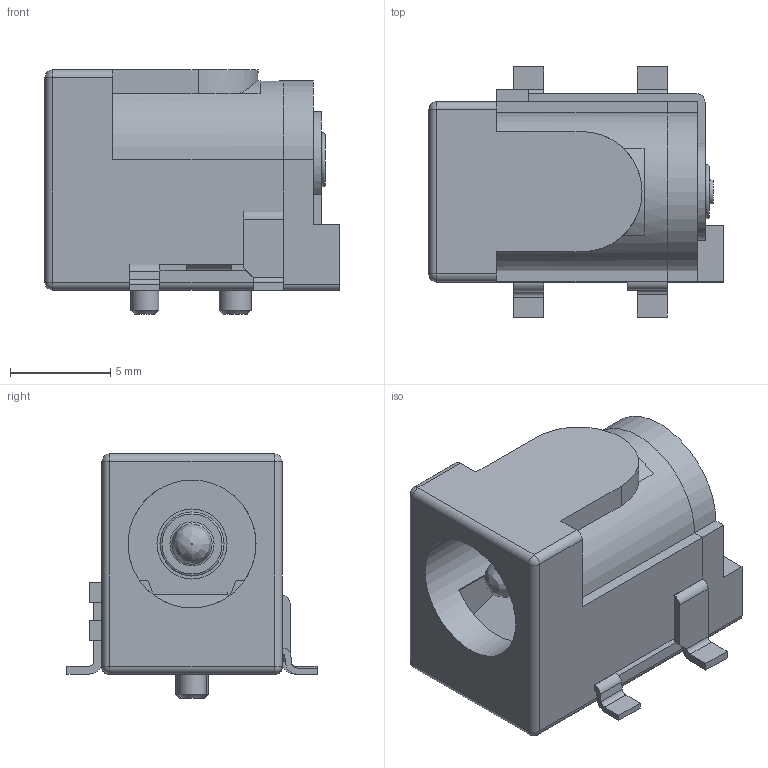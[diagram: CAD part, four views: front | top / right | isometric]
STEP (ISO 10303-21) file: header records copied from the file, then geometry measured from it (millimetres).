
FILE_DESCRIPTION(('FreeCAD Model'),'2;1');
FILE_NAME('Fusion.step','2016-08-05T18:53:18',('Author'),( ''),'Open CASCADE STEP processor 6.8','FreeCAD','Unknown');
FILE_SCHEMA(('AUTOMOTIVE_DESIGN_CC2 { 1 2 10303 214 -1 1 5 4 }'));
Length unit declared in the file: millimetre
Products named in the file (2): ASSEMBLY; Fusion
Assembly tree (1 placements, depth 2):
  ASSEMBLY
    Fusion
Bounding box: 14.7 x 12.5 x 12.2 mm (x, y, z)
Volume: 831.6 mm3; surface area: 1396.6 mm2
Topology: 1 solids, 3 shells, 261 faces, 703 edges, 446 vertices
Faces by surface type: plane 183, cylinder 60, torus 9, sphere 4, cone 4, bspline 1
Full cylindrical faces by diameter (mm): 1.4 x1, 1.45 x1, 1.6 x1, 1.8 x2, 2 x1, 2.35 x1, 3 x1, 3.2 x1, 3.5 x1, 6.4 x1
Entity records: 25423 total; most frequent: CARTESIAN_POINT 10061, DIRECTION 2372, LINE 1460, VECTOR 1460, ORIENTED_EDGE 1400, PCURVE 1398, DEFINITIONAL_REPRESENTATION 1398, EDGE_CURVE 699
